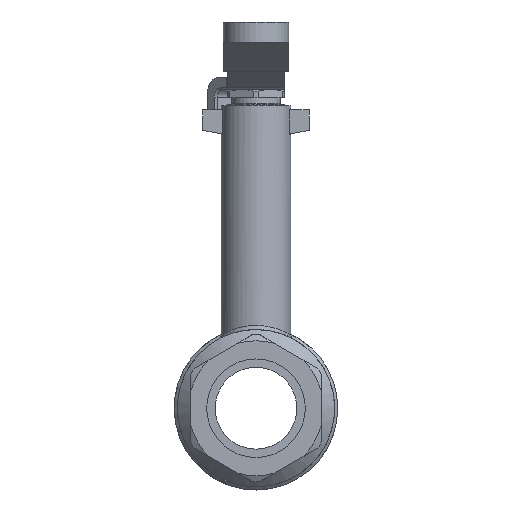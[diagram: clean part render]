
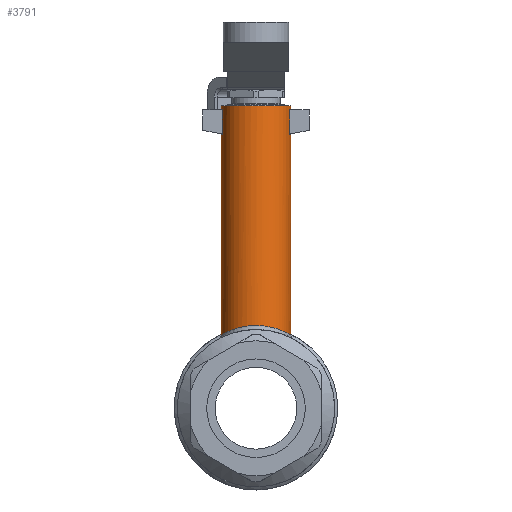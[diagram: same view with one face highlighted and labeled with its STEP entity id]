
A CAD part, front view. The second image highlights one B-rep face of the part: STEP entity #3791.
In plain terms, the highlighted cylindrical face has radius 8.5 mm (diameter 17 mm), a full revolution.
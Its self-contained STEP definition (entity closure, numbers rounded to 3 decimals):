
#22=ELLIPSE('',#5432,8.668,8.5);
#23=ELLIPSE('',#5434,8.668,8.5);
#73=B_SPLINE_CURVE_WITH_KNOTS('',3,(#7542,#7543,#7544,#7545),
 .UNSPECIFIED.,.F.,.F.,(4,4),(0.,0.001),.UNSPECIFIED.);
#74=B_SPLINE_CURVE_WITH_KNOTS('',3,(#7548,#7549,#7550,#7551,#7552,#7553,
#7554,#7555),.UNSPECIFIED.,.F.,.F.,(4,1,1,1,1,4),(0.,0.004,
0.009,0.011,0.013,0.018),
 .UNSPECIFIED.);
#75=B_SPLINE_CURVE_WITH_KNOTS('',3,(#7557,#7558,#7559,#7560),
 .UNSPECIFIED.,.F.,.F.,(4,4),(0.,0.001),.UNSPECIFIED.);
#76=B_SPLINE_CURVE_WITH_KNOTS('',3,(#7562,#7563,#7564,#7565,#7566,#7567,
#7568,#7569,#7570,#7571,#7572,#7573,#7574,#7575,#7576),.UNSPECIFIED.,.F.,
 .F.,(4,1,1,1,1,1,1,1,1,1,1,1,4),(0.,0.004,0.007,
0.009,0.013,0.015,0.018,
0.022,0.027,0.029,0.031,
0.033,0.035),.UNSPECIFIED.);
#223=CYLINDRICAL_SURFACE('',#5431,8.5);
#350=CIRCLE('',#5433,8.5);
#351=CIRCLE('',#5435,8.5);
#352=CIRCLE('',#5436,8.5);
#1015=ORIENTED_EDGE('',*,*,#1806,.T.);
#1016=ORIENTED_EDGE('',*,*,#1807,.T.);
#1017=ORIENTED_EDGE('',*,*,#1808,.T.);
#1018=ORIENTED_EDGE('',*,*,#1809,.T.);
#1019=ORIENTED_EDGE('',*,*,#1810,.T.);
#1020=ORIENTED_EDGE('',*,*,#1811,.T.);
#1021=ORIENTED_EDGE('',*,*,#1812,.T.);
#1022=ORIENTED_EDGE('',*,*,#1813,.T.);
#1023=ORIENTED_EDGE('',*,*,#1814,.T.);
#1024=ORIENTED_EDGE('',*,*,#1815,.T.);
#1025=ORIENTED_EDGE('',*,*,#1816,.T.);
#1026=ORIENTED_EDGE('',*,*,#1817,.T.);
#1027=ORIENTED_EDGE('',*,*,#1818,.T.);
#1806=EDGE_CURVE('',#2241,#2242,#73,.T.);
#1807=EDGE_CURVE('',#2242,#2243,#74,.T.);
#1808=EDGE_CURVE('',#2243,#2244,#75,.T.);
#1809=EDGE_CURVE('',#2244,#2241,#76,.T.);
#1810=EDGE_CURVE('',#2245,#2246,#2550,.T.);
#1811=EDGE_CURVE('',#2246,#2247,#22,.T.);
#1812=EDGE_CURVE('',#2247,#2248,#2551,.F.);
#1813=EDGE_CURVE('',#2248,#2245,#350,.F.);
#1814=EDGE_CURVE('',#2249,#2250,#2552,.T.);
#1815=EDGE_CURVE('',#2250,#2251,#23,.T.);
#1816=EDGE_CURVE('',#2251,#2252,#2553,.F.);
#1817=EDGE_CURVE('',#2252,#2249,#351,.F.);
#1818=EDGE_CURVE('',#2253,#2253,#352,.T.);
#2241=VERTEX_POINT('',#7546);
#2242=VERTEX_POINT('',#7547);
#2243=VERTEX_POINT('',#7556);
#2244=VERTEX_POINT('',#7561);
#2245=VERTEX_POINT('',#7578);
#2246=VERTEX_POINT('',#7579);
#2247=VERTEX_POINT('',#7581);
#2248=VERTEX_POINT('',#7583);
#2249=VERTEX_POINT('',#7586);
#2250=VERTEX_POINT('',#7587);
#2251=VERTEX_POINT('',#7589);
#2252=VERTEX_POINT('',#7591);
#2253=VERTEX_POINT('',#7594);
#2550=LINE('',#7577,#2850);
#2551=LINE('',#7582,#2851);
#2552=LINE('',#7585,#2852);
#2553=LINE('',#7590,#2853);
#2850=VECTOR('',#6244,1000.);
#2851=VECTOR('',#6247,1000.);
#2852=VECTOR('',#6250,1000.);
#2853=VECTOR('',#6253,1000.);
#3114=EDGE_LOOP('',(#1015,#1016,#1017,#1018));
#3115=EDGE_LOOP('',(#1019,#1020,#1021,#1022));
#3116=EDGE_LOOP('',(#1023,#1024,#1025,#1026));
#3117=EDGE_LOOP('',(#1027));
#3401=FACE_BOUND('',#3114,.T.);
#3402=FACE_BOUND('',#3115,.T.);
#3403=FACE_BOUND('',#3116,.T.);
#3404=FACE_BOUND('',#3117,.T.);
#3791=ADVANCED_FACE('',(#3401,#3402,#3403,#3404),#223,.T.);
#5431=AXIS2_PLACEMENT_3D('',#7541,#6242,#6243);
#5432=AXIS2_PLACEMENT_3D('',#7580,#6245,#6246);
#5433=AXIS2_PLACEMENT_3D('',#7584,#6248,#6249);
#5434=AXIS2_PLACEMENT_3D('',#7588,#6251,#6252);
#5435=AXIS2_PLACEMENT_3D('',#7592,#6254,#6255);
#5436=AXIS2_PLACEMENT_3D('',#7593,#6256,#6257);
#6242=DIRECTION('',(0.,0.,-1.));
#6243=DIRECTION('',(-1.,0.,0.));
#6244=DIRECTION('',(0.,0.,-1.));
#6245=DIRECTION('',(0.196,0.,-0.981));
#6246=DIRECTION('',(-0.981,0.,-0.196));
#6247=DIRECTION('',(0.,0.,-1.));
#6248=DIRECTION('',(0.,0.,-1.));
#6249=DIRECTION('',(-1.,0.,0.));
#6250=DIRECTION('',(0.,0.,-1.));
#6251=DIRECTION('',(-0.196,0.,-0.981));
#6252=DIRECTION('',(0.981,0.,-0.196));
#6253=DIRECTION('',(0.,0.,-1.));
#6254=DIRECTION('',(0.,0.,-1.));
#6255=DIRECTION('',(-1.,0.,0.));
#6256=DIRECTION('',(0.,0.,-1.));
#6257=DIRECTION('',(1.,0.,0.));
#7541=CARTESIAN_POINT('',(0.,0.,74.));
#7542=CARTESIAN_POINT('',(7.563,3.879,18.401));
#7543=CARTESIAN_POINT('',(7.447,4.106,18.739));
#7544=CARTESIAN_POINT('',(7.319,4.329,19.074));
#7545=CARTESIAN_POINT('',(7.179,4.55,19.407));
#7546=CARTESIAN_POINT('',(7.563,3.879,18.401));
#7547=CARTESIAN_POINT('',(7.179,4.55,19.407));
#7548=CARTESIAN_POINT('',(7.179,4.55,19.407));
#7549=CARTESIAN_POINT('',(6.417,5.753,19.759));
#7550=CARTESIAN_POINT('',(4.34,7.725,20.591));
#7551=CARTESIAN_POINT('',(0.73,8.691,21.1));
#7552=CARTESIAN_POINT('',(-2.183,8.311,20.903));
#7553=CARTESIAN_POINT('',(-4.857,7.227,20.378));
#7554=CARTESIAN_POINT('',(-6.418,5.752,19.759));
#7555=CARTESIAN_POINT('',(-7.179,4.55,19.407));
#7556=CARTESIAN_POINT('',(-7.179,4.55,19.407));
#7557=CARTESIAN_POINT('',(-7.179,4.55,19.407));
#7558=CARTESIAN_POINT('',(-7.319,4.329,19.074));
#7559=CARTESIAN_POINT('',(-7.447,4.106,18.739));
#7560=CARTESIAN_POINT('',(-7.563,3.879,18.401));
#7561=CARTESIAN_POINT('',(-7.563,3.879,18.401));
#7562=CARTESIAN_POINT('',(-7.563,3.879,18.401));
#7563=CARTESIAN_POINT('',(-8.224,2.59,18.062));
#7564=CARTESIAN_POINT('',(-8.717,0.372,17.75));
#7565=CARTESIAN_POINT('',(-8.208,-2.547,18.059));
#7566=CARTESIAN_POINT('',(-7.,-5.183,18.714));
#7567=CARTESIAN_POINT('',(-4.908,-7.197,19.59));
#7568=CARTESIAN_POINT('',(-2.214,-8.306,20.146));
#7569=CARTESIAN_POINT('',(0.761,-8.696,20.356));
#7570=CARTESIAN_POINT('',(4.383,-7.708,19.816));
#7571=CARTESIAN_POINT('',(7.003,-5.179,18.712));
#7572=CARTESIAN_POINT('',(8.21,-2.541,18.058));
#7573=CARTESIAN_POINT('',(8.589,-0.354,17.83));
#7574=CARTESIAN_POINT('',(8.392,1.858,17.95));
#7575=CARTESIAN_POINT('',(7.893,3.236,18.232));
#7576=CARTESIAN_POINT('',(7.563,3.879,18.401));
#7577=CARTESIAN_POINT('',(8.261,2.,74.));
#7578=CARTESIAN_POINT('',(8.261,2.,73.));
#7579=CARTESIAN_POINT('',(8.261,2.,67.052));
#7580=CARTESIAN_POINT('',(0.,0.,65.4));
#7581=CARTESIAN_POINT('',(8.261,-2.,67.052));
#7582=CARTESIAN_POINT('',(8.261,-2.,74.));
#7583=CARTESIAN_POINT('',(8.261,-2.,73.));
#7584=CARTESIAN_POINT('',(0.,0.,73.));
#7585=CARTESIAN_POINT('',(-8.261,-2.,74.));
#7586=CARTESIAN_POINT('',(-8.261,-2.,73.));
#7587=CARTESIAN_POINT('',(-8.261,-2.,67.052));
#7588=CARTESIAN_POINT('',(0.,0.,65.4));
#7589=CARTESIAN_POINT('',(-8.261,2.,67.052));
#7590=CARTESIAN_POINT('',(-8.261,2.,74.));
#7591=CARTESIAN_POINT('',(-8.261,2.,73.));
#7592=CARTESIAN_POINT('',(0.,0.,73.));
#7593=CARTESIAN_POINT('',(0.,0.,74.));
#7594=CARTESIAN_POINT('',(8.5,0.,74.));
